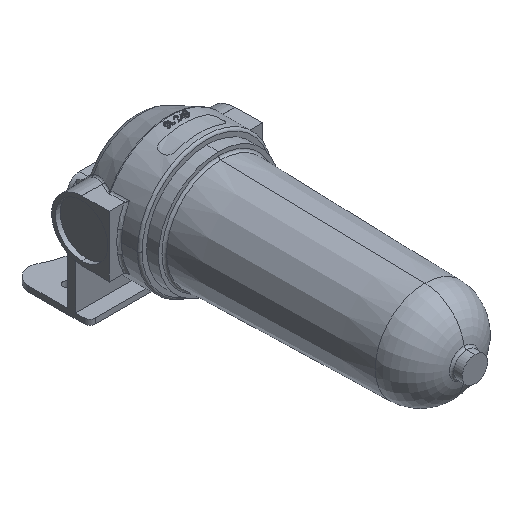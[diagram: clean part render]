
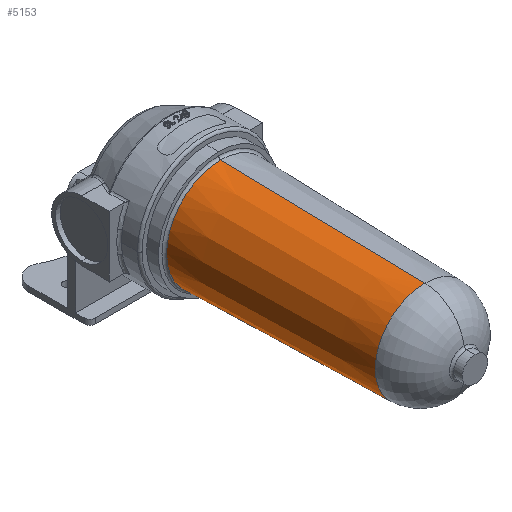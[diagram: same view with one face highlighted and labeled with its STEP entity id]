
A CAD part, isometric view. The second image highlights one B-rep face of the part: STEP entity #5153.
In plain terms, the highlighted conical face has half-angle 1.309 degrees and reference radius 46 mm.
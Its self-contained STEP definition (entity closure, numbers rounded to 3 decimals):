
#162 = VERTEX_POINT ( 'NONE', #5130 ) ;
#897 = ORIENTED_EDGE ( 'NONE', *, *, #1999, .F. ) ;
#1082 = DIRECTION ( 'NONE',  ( 0., 1., 0. ) ) ;
#1207 = ORIENTED_EDGE ( 'NONE', *, *, #6813, .T. ) ;
#1253 = VERTEX_POINT ( 'NONE', #9848 ) ;
#1676 = DIRECTION ( 'NONE',  ( 0., 1., 0.023 ) ) ;
#1729 = CARTESIAN_POINT ( 'NONE',  ( 0., -226., 0. ) ) ;
#1999 = EDGE_CURVE ( 'NONE', #6284, #1253, #8598, .T. ) ;
#2089 = DIRECTION ( 'NONE',  ( 0., 1., -0.023 ) ) ;
#2873 = EDGE_CURVE ( 'NONE', #1253, #162, #3548, .T. ) ;
#3345 = CARTESIAN_POINT ( 'NONE',  ( 0., -52.954, 0. ) ) ;
#3548 = LINE ( 'NONE', #8255, #3764 ) ;
#3764 = VECTOR ( 'NONE', #2089, 1000. ) ;
#4109 = DIRECTION ( 'NONE',  ( 0., 0., 1. ) ) ;
#4157 = EDGE_LOOP ( 'NONE', ( #8904, #897, #4256, #1207 ) ) ;
#4256 = ORIENTED_EDGE ( 'NONE', *, *, #9789, .T. ) ;
#4874 = FACE_OUTER_BOUND ( 'NONE', #4157, .T. ) ;
#4897 = CARTESIAN_POINT ( 'NONE',  ( 0., -51., 0. ) ) ;
#4929 = AXIS2_PLACEMENT_3D ( 'NONE', #1729, #8587, #7099 ) ;
#5119 = AXIS2_PLACEMENT_3D ( 'NONE', #4897, #1082, #9583 ) ;
#5130 = CARTESIAN_POINT ( 'NONE',  ( 0., -52.954, -45.955 ) ) ;
#5153 = ADVANCED_FACE ( 'NONE', ( #4874 ), #7181, .T. ) ;
#5363 = CIRCLE ( 'NONE', #6768, 45.955 ) ;
#5530 = CARTESIAN_POINT ( 'NONE',  ( 0., -52.954, 45.955 ) ) ;
#6086 = CARTESIAN_POINT ( 'NONE',  ( 0., -226., 42. ) ) ;
#6275 = CARTESIAN_POINT ( 'NONE',  ( 0., -51., 46. ) ) ;
#6284 = VERTEX_POINT ( 'NONE', #6086 ) ;
#6768 = AXIS2_PLACEMENT_3D ( 'NONE', #3345, #8752, #4109 ) ;
#6813 = EDGE_CURVE ( 'NONE', #8384, #162, #5363, .T. ) ;
#7099 = DIRECTION ( 'NONE',  ( 0., 0., -1. ) ) ;
#7181 = CONICAL_SURFACE ( 'NONE', #5119, 46., 0.023 ) ;
#7460 = LINE ( 'NONE', #6275, #7690 ) ;
#7690 = VECTOR ( 'NONE', #1676, 1000. ) ;
#8255 = CARTESIAN_POINT ( 'NONE',  ( 0., -51., -46. ) ) ;
#8384 = VERTEX_POINT ( 'NONE', #5530 ) ;
#8587 = DIRECTION ( 'NONE',  ( 0., -1., 0. ) ) ;
#8598 = CIRCLE ( 'NONE', #4929, 42. ) ;
#8752 = DIRECTION ( 'NONE',  ( 0., -1., 0. ) ) ;
#8904 = ORIENTED_EDGE ( 'NONE', *, *, #2873, .F. ) ;
#9583 = DIRECTION ( 'NONE',  ( 0., 0., 1. ) ) ;
#9789 = EDGE_CURVE ( 'NONE', #6284, #8384, #7460, .T. ) ;
#9848 = CARTESIAN_POINT ( 'NONE',  ( 0., -226., -42. ) ) ;
